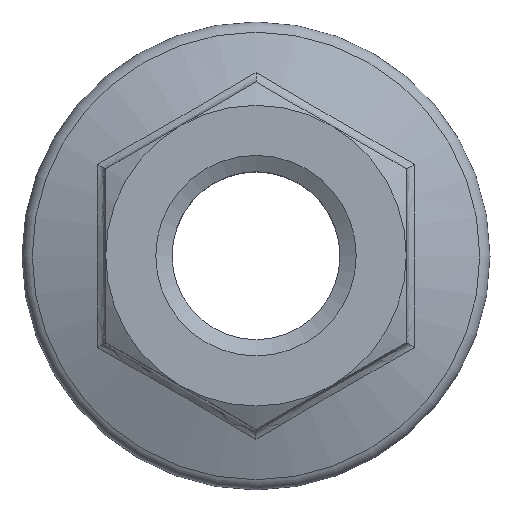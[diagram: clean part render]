
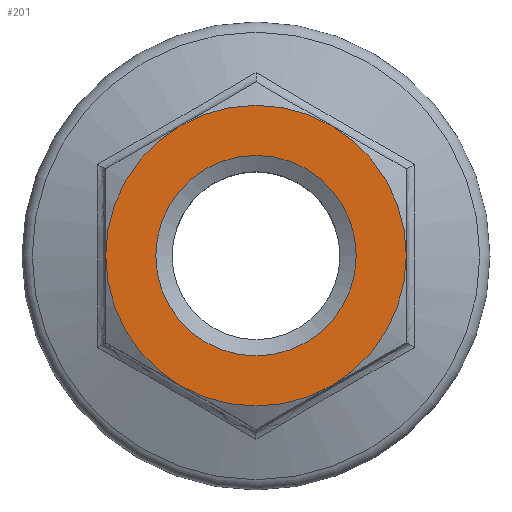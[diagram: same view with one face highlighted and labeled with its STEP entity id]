
A CAD part, top view. The second image highlights one B-rep face of the part: STEP entity #201.
In plain terms, the highlighted planar face has unit normal (0, 0, 1).
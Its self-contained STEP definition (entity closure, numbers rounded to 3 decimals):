
#201=ADVANCED_FACE('',(#402,#404),#406,.T.);
#402=FACE_BOUND('',#403,.T.);
#403=EDGE_LOOP('',(#933,#934,#935,#936,#937,#938));
#404=FACE_BOUND('',#405,.T.);
#405=EDGE_LOOP('',(#939));
#406=PLANE('',#407);
#407=AXIS2_PLACEMENT_3D('',#408,#409,#410);
#408=CARTESIAN_POINT('',(0.,0.,10.));
#409=DIRECTION('',(0.,0.,1.));
#410=DIRECTION('',(1.,0.,0.));
#933=ORIENTED_EDGE('',*,*,#1002,.T.);
#934=ORIENTED_EDGE('',*,*,#1001,.T.);
#935=ORIENTED_EDGE('',*,*,#1000,.T.);
#936=ORIENTED_EDGE('',*,*,#1005,.T.);
#937=ORIENTED_EDGE('',*,*,#1004,.T.);
#938=ORIENTED_EDGE('',*,*,#1003,.T.);
#939=ORIENTED_EDGE('',*,*,#1007,.T.);
#1000=EDGE_CURVE('',#1023,#1057,#1076,.F.);
#1001=EDGE_CURVE('',#1030,#1023,#1077,.F.);
#1002=EDGE_CURVE('',#1037,#1030,#1078,.F.);
#1003=EDGE_CURVE('',#1044,#1037,#1079,.F.);
#1004=EDGE_CURVE('',#1051,#1044,#1080,.F.);
#1005=EDGE_CURVE('',#1057,#1051,#1081,.F.);
#1007=EDGE_CURVE('',#1084,#1084,#1085,.F.);
#1023=VERTEX_POINT('',#1130);
#1030=VERTEX_POINT('',#1217);
#1037=VERTEX_POINT('',#1295);
#1044=VERTEX_POINT('',#1371);
#1051=VERTEX_POINT('',#1456);
#1057=VERTEX_POINT('',#1531);
#1076=CIRCLE('',#1878,7.5);
#1077=CIRCLE('',#1882,7.5);
#1078=CIRCLE('',#1886,7.5);
#1079=CIRCLE('',#1890,7.5);
#1080=CIRCLE('',#1894,7.5);
#1081=CIRCLE('',#1898,7.5);
#1084=VERTEX_POINT('',#1907);
#1085=CIRCLE('',#1908,5.);
#1130=CARTESIAN_POINT('',(-7.5,0.,10.));
#1217=CARTESIAN_POINT('',(-3.75,6.495,10.));
#1295=CARTESIAN_POINT('',(3.75,6.495,10.));
#1371=CARTESIAN_POINT('',(7.5,0.,10.));
#1456=CARTESIAN_POINT('',(3.75,-6.495,10.));
#1531=CARTESIAN_POINT('',(-3.75,-6.495,10.));
#1878=AXIS2_PLACEMENT_3D('',#1879,#1880,#1881);
#1879=CARTESIAN_POINT('',(0.,0.,10.));
#1880=DIRECTION('',(0.,0.,-1.));
#1881=DIRECTION('',(-0.5,-0.866,0.));
#1882=AXIS2_PLACEMENT_3D('',#1883,#1884,#1885);
#1883=CARTESIAN_POINT('',(0.,0.,10.));
#1884=DIRECTION('',(0.,0.,-1.));
#1885=DIRECTION('',(-1.,0.,0.));
#1886=AXIS2_PLACEMENT_3D('',#1887,#1888,#1889);
#1887=CARTESIAN_POINT('',(0.,0.,10.));
#1888=DIRECTION('',(0.,0.,-1.));
#1889=DIRECTION('',(-0.5,0.866,0.));
#1890=AXIS2_PLACEMENT_3D('',#1891,#1892,#1893);
#1891=CARTESIAN_POINT('',(0.,0.,10.));
#1892=DIRECTION('',(0.,0.,-1.));
#1893=DIRECTION('',(0.5,0.866,0.));
#1894=AXIS2_PLACEMENT_3D('',#1895,#1896,#1897);
#1895=CARTESIAN_POINT('',(0.,0.,10.));
#1896=DIRECTION('',(0.,0.,-1.));
#1897=DIRECTION('',(1.,0.,0.));
#1898=AXIS2_PLACEMENT_3D('',#1899,#1900,#1901);
#1899=CARTESIAN_POINT('',(0.,0.,10.));
#1900=DIRECTION('',(0.,0.,-1.));
#1901=DIRECTION('',(0.5,-0.866,0.));
#1907=CARTESIAN_POINT('',(5.,0.,10.));
#1908=AXIS2_PLACEMENT_3D('',#1909,#1910,#1911);
#1909=CARTESIAN_POINT('',(0.,0.,10.));
#1910=DIRECTION('',(0.,0.,1.));
#1911=DIRECTION('',(1.,0.,0.));
